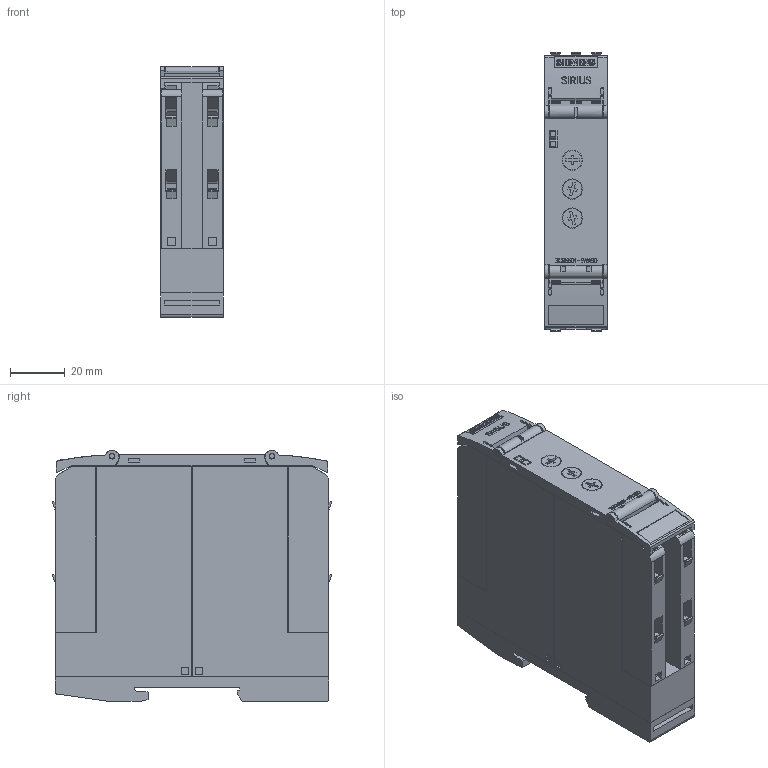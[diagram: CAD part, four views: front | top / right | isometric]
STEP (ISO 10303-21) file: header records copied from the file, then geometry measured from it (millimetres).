
FILE_DESCRIPTION(('STEP AP214'),'1');
FILE_NAME('cctmp_5A545BFB-8316-47EC-86EE-451D172D0C04_2024_05_27_11_10_40_0071..stp','2024-05-27T09:10:40',('SIEMENS A&D'),('CADClick - www.CADClick.com'),'Spatial InterOp 3D',' ','unknown authorization');
FILE_SCHEMA(('AUTOMOTIVE_DESIGN'));
Length unit declared in the file: millimetre
Products named in the file (1): 3UG5501-2AW30
Bounding box: 22.8 x 101.96 x 91.6 mm (x, y, z)
Volume: 183627.4 mm3; surface area: 48991.4 mm2
Topology: 1 solids, 1 shells, 1614 faces, 4569 edges, 3032 vertices
Faces by surface type: plane 1374, cylinder 224, torus 16
Entity records: 65260 total; most frequent: CARTESIAN_POINT 9884, ORIENTED_EDGE 9122, DIRECTION 8320, EDGE_CURVE 4561, LINE 3940, VECTOR 3940, VERTEX_POINT 3032, AXIS2_PLACEMENT_3D 2190
